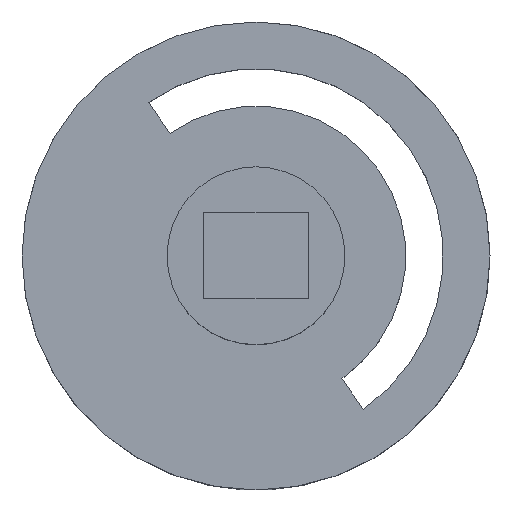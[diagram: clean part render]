
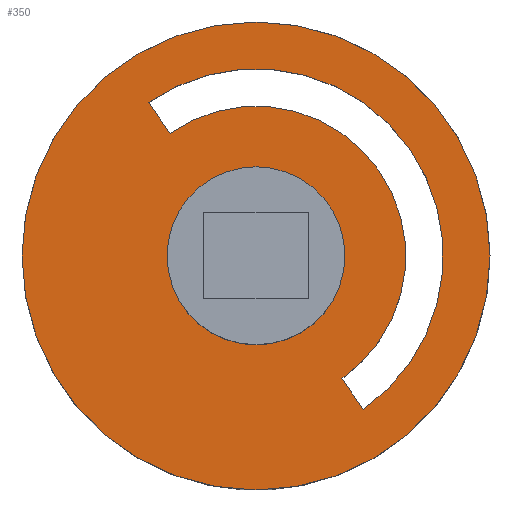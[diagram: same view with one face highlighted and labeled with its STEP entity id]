
A CAD part, top view. The second image highlights one B-rep face of the part: STEP entity #350.
In plain terms, the highlighted planar face has unit normal (0, 0, 1).
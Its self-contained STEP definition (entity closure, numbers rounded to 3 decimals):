
#16=FACE_BOUND('',#66,.T.);
#17=FACE_BOUND('',#67,.T.);
#22=PLANE('',#400);
#43=FACE_OUTER_BOUND('',#65,.T.);
#65=EDGE_LOOP('',(#283));
#66=EDGE_LOOP('',(#284,#285,#286,#287));
#67=EDGE_LOOP('',(#288));
#83=LINE('',#532,#116);
#87=LINE('',#543,#120);
#116=VECTOR('',#425,10.);
#120=VECTOR('',#437,10.);
#147=CIRCLE('',#378,8.);
#149=CIRCLE('',#382,10.);
#156=CIRCLE('',#392,12.5);
#160=CIRCLE('',#397,4.75);
#162=VERTEX_POINT('',#522);
#163=VERTEX_POINT('',#523);
#166=VERTEX_POINT('',#531);
#168=VERTEX_POINT('',#537);
#177=VERTEX_POINT('',#562);
#183=VERTEX_POINT('',#576);
#193=EDGE_CURVE('',#162,#163,#147,.T.);
#197=EDGE_CURVE('',#163,#166,#83,.T.);
#200=EDGE_CURVE('',#166,#168,#149,.T.);
#203=EDGE_CURVE('',#168,#162,#87,.T.);
#213=EDGE_CURVE('',#177,#177,#156,.T.);
#220=EDGE_CURVE('',#183,#183,#160,.T.);
#283=ORIENTED_EDGE('',*,*,#213,.F.);
#284=ORIENTED_EDGE('',*,*,#200,.T.);
#285=ORIENTED_EDGE('',*,*,#203,.T.);
#286=ORIENTED_EDGE('',*,*,#193,.T.);
#287=ORIENTED_EDGE('',*,*,#197,.T.);
#288=ORIENTED_EDGE('',*,*,#220,.T.);
#350=ADVANCED_FACE('',(#43,#16,#17),#22,.F.);
#378=AXIS2_PLACEMENT_3D('',#524,#417,#418);
#382=AXIS2_PLACEMENT_3D('',#538,#430,#431);
#392=AXIS2_PLACEMENT_3D('',#563,#456,#457);
#397=AXIS2_PLACEMENT_3D('',#577,#469,#470);
#400=AXIS2_PLACEMENT_3D('',#590,#480,#481);
#417=DIRECTION('center_axis',(0.,0.,1.));
#418=DIRECTION('ref_axis',(-0.574,0.819,0.));
#425=DIRECTION('',(-0.574,0.819,0.));
#430=DIRECTION('center_axis',(0.,0.,-1.));
#431=DIRECTION('ref_axis',(-0.574,0.819,0.));
#437=DIRECTION('',(-0.574,0.819,0.));
#456=DIRECTION('center_axis',(0.,0.,-1.));
#457=DIRECTION('ref_axis',(-1.,0.,0.));
#469=DIRECTION('center_axis',(0.,0.,-1.));
#470=DIRECTION('ref_axis',(-1.,0.,0.));
#480=DIRECTION('center_axis',(0.,0.,-1.));
#481=DIRECTION('ref_axis',(-1.,0.,0.));
#522=CARTESIAN_POINT('',(4.589,-6.553,0.));
#523=CARTESIAN_POINT('',(-4.589,6.553,0.));
#524=CARTESIAN_POINT('Origin',(0.,0.,0.));
#531=CARTESIAN_POINT('',(-5.736,8.192,0.));
#532=CARTESIAN_POINT('',(-2.868,4.096,0.));
#537=CARTESIAN_POINT('',(5.736,-8.192,0.));
#538=CARTESIAN_POINT('Origin',(0.,0.,0.));
#543=CARTESIAN_POINT('',(2.294,-3.277,0.));
#562=CARTESIAN_POINT('',(-12.5,0.,0.));
#563=CARTESIAN_POINT('Origin',(0.,0.,0.));
#576=CARTESIAN_POINT('',(4.75,0.,0.));
#577=CARTESIAN_POINT('Origin',(0.,0.,0.));
#590=CARTESIAN_POINT('Origin',(0.,0.,0.));
